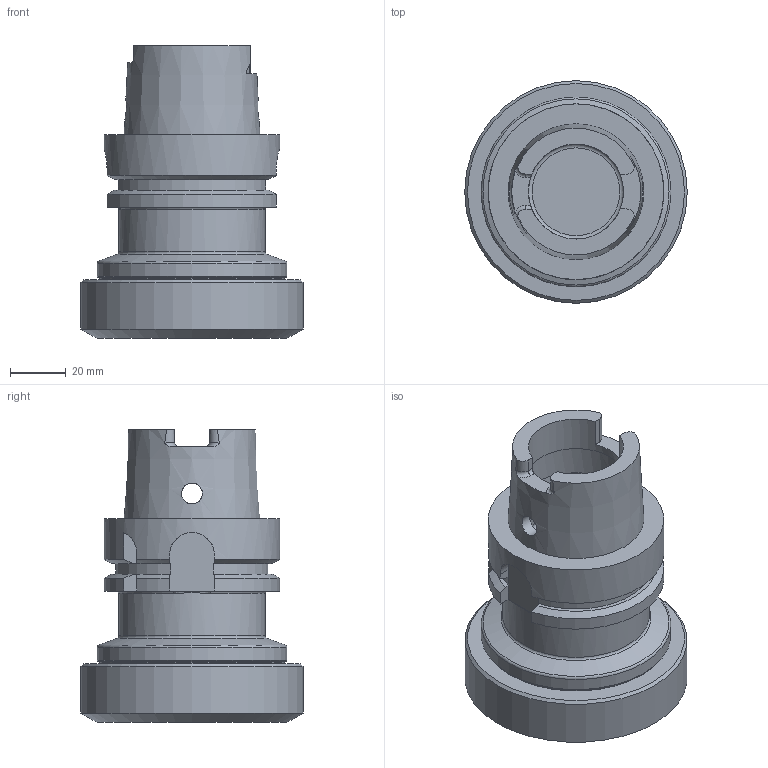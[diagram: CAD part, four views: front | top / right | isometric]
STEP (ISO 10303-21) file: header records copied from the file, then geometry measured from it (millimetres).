
FILE_DESCRIPTION(/* description */ (''),/* implementation_level */ '2;1');
FILE_NAME(/* name */ '1581921831601.stp',/* time_stamp */ '2020-02-17T07:43:56+01:00',/* author */ (''),/* organization */ ('SMS'),/* preprocessor_version */ 'ST-DEVELOPER v16.7',/* originating_system */ 'SIEMENS PLM Software NX 12.0',/* authorisation */ '');
FILE_SCHEMA (('AUTOMOTIVE_DESIGN { 1 0 10303 214 3 1 1 1 }'));
Length unit declared in the file: millimetre
Products named in the file (1): 201795410mod000_00
Bounding box: 79.7 x 79.7 x 104.9 mm (x, y, z)
Volume: 254621.9 mm3; surface area: 36117.2 mm2
Topology: 1 solids, 1 shells, 87 faces, 240 edges, 158 vertices
Faces by surface type: plane 37, cylinder 26, cone 12, torus 10, bspline 2
Full cylindrical faces by diameter (mm): 7.5 x2, 34.05 x2, 40.08 x1, 52.5 x1, 62.94 x1, 66 x1, 68 x1, 79.7 x1
Entity records: 3025 total; most frequent: CARTESIAN_POINT 934, DIRECTION 423, ORIENTED_EDGE 406, EDGE_CURVE 203, AXIS2_PLACEMENT_3D 166, VERTEX_POINT 141, EDGE_LOOP 114, LINE 91
